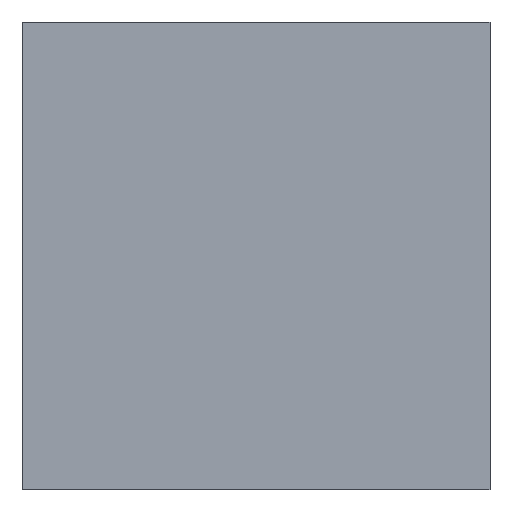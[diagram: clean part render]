
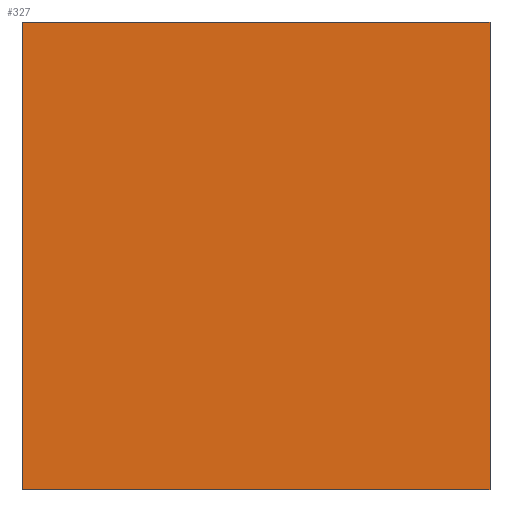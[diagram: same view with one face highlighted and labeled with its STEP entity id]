
A CAD part, front view. The second image highlights one B-rep face of the part: STEP entity #327.
In plain terms, the highlighted planar face has unit normal (0, -1, 0).
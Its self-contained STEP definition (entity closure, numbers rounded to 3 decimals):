
#6 = VECTOR ( 'NONE', #276, 1000. ) ;
#13 = CARTESIAN_POINT ( 'NONE',  ( -11.739, -850.217, -20. ) ) ;
#14 = CARTESIAN_POINT ( 'NONE',  ( -31.739, -850.217, 0. ) ) ;
#19 = ORIENTED_EDGE ( 'NONE', *, *, #130, .T. ) ;
#20 = DIRECTION ( 'NONE',  ( 0., 0., -1. ) ) ;
#36 = CARTESIAN_POINT ( 'NONE',  ( -31.739, -850.217, -20. ) ) ;
#51 = EDGE_LOOP ( 'NONE', ( #208, #211, #288, #19 ) ) ;
#55 = VERTEX_POINT ( 'NONE', #77 ) ;
#77 = CARTESIAN_POINT ( 'NONE',  ( -31.739, -850.217, -20. ) ) ;
#90 = VERTEX_POINT ( 'NONE', #108 ) ;
#96 = EDGE_CURVE ( 'NONE', #90, #283, #333, .T. ) ;
#97 = DIRECTION ( 'NONE',  ( 0., -1., 0. ) ) ;
#99 = LINE ( 'NONE', #13, #302 ) ;
#108 = CARTESIAN_POINT ( 'NONE',  ( -31.739, -850.217, 0. ) ) ;
#130 = EDGE_CURVE ( 'NONE', #241, #283, #99, .T. ) ;
#161 = EDGE_CURVE ( 'NONE', #55, #241, #318, .T. ) ;
#168 = EDGE_CURVE ( 'NONE', #55, #90, #213, .T. ) ;
#177 = PLANE ( 'NONE',  #221 ) ;
#196 = CARTESIAN_POINT ( 'NONE',  ( -11.739, -850.217, -20. ) ) ;
#208 = ORIENTED_EDGE ( 'NONE', *, *, #96, .F. ) ;
#211 = ORIENTED_EDGE ( 'NONE', *, *, #168, .F. ) ;
#213 = LINE ( 'NONE', #273, #289 ) ;
#221 = AXIS2_PLACEMENT_3D ( 'NONE', #337, #97, #20 ) ;
#225 = DIRECTION ( 'NONE',  ( 0., 0., 1. ) ) ;
#230 = FACE_OUTER_BOUND ( 'NONE', #51, .T. ) ;
#232 = CARTESIAN_POINT ( 'NONE',  ( -11.739, -850.217, 0. ) ) ;
#241 = VERTEX_POINT ( 'NONE', #196 ) ;
#273 = CARTESIAN_POINT ( 'NONE',  ( -31.739, -850.217, -20. ) ) ;
#274 = DIRECTION ( 'NONE',  ( 1., 0., 0. ) ) ;
#276 = DIRECTION ( 'NONE',  ( 1., 0., 0. ) ) ;
#283 = VERTEX_POINT ( 'NONE', #232 ) ;
#288 = ORIENTED_EDGE ( 'NONE', *, *, #161, .T. ) ;
#289 = VECTOR ( 'NONE', #332, 1000. ) ;
#302 = VECTOR ( 'NONE', #225, 1000. ) ;
#303 = VECTOR ( 'NONE', #274, 1000. ) ;
#318 = LINE ( 'NONE', #36, #303 ) ;
#327 = ADVANCED_FACE ( 'NONE', ( #230 ), #177, .T. ) ;
#332 = DIRECTION ( 'NONE',  ( 0., 0., 1. ) ) ;
#333 = LINE ( 'NONE', #14, #6 ) ;
#337 = CARTESIAN_POINT ( 'NONE',  ( -31.739, -850.217, -20. ) ) ;
